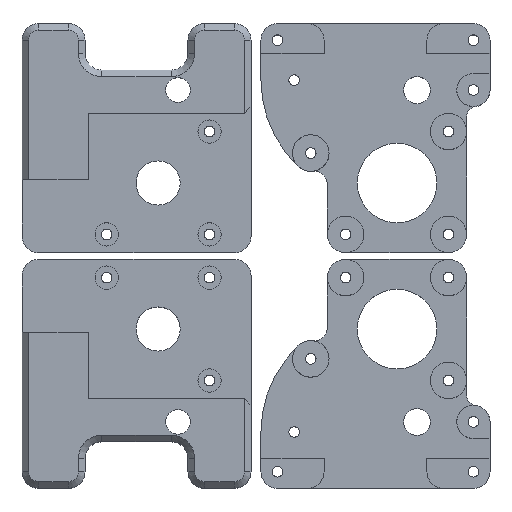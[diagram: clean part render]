
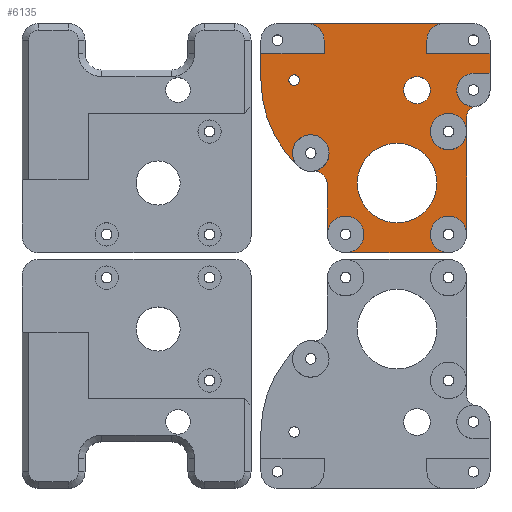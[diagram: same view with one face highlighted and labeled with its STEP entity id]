
A CAD part, top view. The second image highlights one B-rep face of the part: STEP entity #6135.
In plain terms, the highlighted face is planar.
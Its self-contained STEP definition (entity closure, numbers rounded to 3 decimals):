
#5341 = VERTEX_POINT('',#5342);
#5342 = CARTESIAN_POINT('',(83.6,17.,-3.2));
#5348 = EDGE_CURVE('',#5341,#5341,#5349,.T.);
#5349 = CIRCLE('',#5350,1.6);
#5350 = AXIS2_PLACEMENT_3D('',#5351,#5352,#5353);
#5351 = CARTESIAN_POINT('',(82.,17.,-3.2));
#5352 = DIRECTION('',(0.,0.,1.));
#5353 = DIRECTION('',(1.,0.,0.));
#5391 = VERTEX_POINT('',#5392);
#5392 = CARTESIAN_POINT('',(123.05,20.,-3.2));
#5398 = EDGE_CURVE('',#5391,#5391,#5399,.T.);
#5399 = CIRCLE('',#5400,4.05);
#5400 = AXIS2_PLACEMENT_3D('',#5401,#5402,#5403);
#5401 = CARTESIAN_POINT('',(119.,20.,-3.2));
#5402 = DIRECTION('',(0.,0.,1.));
#5403 = DIRECTION('',(1.,0.,0.));
#5516 = VERTEX_POINT('',#5517);
#5517 = CARTESIAN_POINT('',(125.,48.,-3.2));
#5523 = EDGE_CURVE('',#5516,#5516,#5524,.T.);
#5524 = CIRCLE('',#5525,12.);
#5525 = AXIS2_PLACEMENT_3D('',#5526,#5527,#5528);
#5526 = CARTESIAN_POINT('',(113.,48.,-3.2));
#5527 = DIRECTION('',(0.,0.,1.));
#5528 = DIRECTION('',(1.,0.,0.));
#5582 = VERTEX_POINT('',#5583);
#5583 = CARTESIAN_POINT('',(127.,0.,-3.2));
#5589 = EDGE_CURVE('',#5590,#5582,#5592,.T.);
#5590 = VERTEX_POINT('',#5591);
#5591 = CARTESIAN_POINT('',(86.,0.,-3.2));
#5592 = LINE('',#5593,#5594);
#5593 = CARTESIAN_POINT('',(77.,0.,-3.2));
#5594 = VECTOR('',#5595,1.);
#5595 = DIRECTION('',(1.,0.,0.));
#5688 = VERTEX_POINT('',#5689);
#5689 = CARTESIAN_POINT('',(72.,9.,-3.2));
#5695 = EDGE_CURVE('',#5688,#5696,#5698,.T.);
#5696 = VERTEX_POINT('',#5697);
#5697 = CARTESIAN_POINT('',(72.,17.,-3.2));
#5698 = LINE('',#5699,#5700);
#5699 = CARTESIAN_POINT('',(72.,5.,-3.2));
#5700 = VECTOR('',#5701,1.);
#5701 = DIRECTION('',(0.,1.,0.));
#5735 = VERTEX_POINT('',#5736);
#5736 = CARTESIAN_POINT('',(141.,15.,-3.2));
#5742 = EDGE_CURVE('',#5743,#5735,#5745,.T.);
#5743 = VERTEX_POINT('',#5744);
#5744 = CARTESIAN_POINT('',(141.,9.,-3.2));
#5745 = LINE('',#5746,#5747);
#5746 = CARTESIAN_POINT('',(141.,5.,-3.2));
#5747 = VECTOR('',#5748,1.);
#5748 = DIRECTION('',(0.,1.,0.));
#5775 = VERTEX_POINT('',#5776);
#5776 = CARTESIAN_POINT('',(83.229,43.003,-3.2));
#5782 = EDGE_CURVE('',#5775,#5696,#5783,.T.);
#5783 = CIRCLE('',#5784,35.724);
#5784 = AXIS2_PLACEMENT_3D('',#5785,#5786,#5787);
#5785 = CARTESIAN_POINT('',(107.724,17.,-3.2));
#5786 = DIRECTION('',(0.,0.,1.));
#5787 = DIRECTION('',(1.,0.,0.));
#5800 = VERTEX_POINT('',#5801);
#5801 = CARTESIAN_POINT('',(136.625,24.961,-3.2));
#5819 = VERTEX_POINT('',#5820);
#5820 = CARTESIAN_POINT('',(136.,15.,-3.2));
#5826 = EDGE_CURVE('',#5800,#5819,#5827,.T.);
#5827 = CIRCLE('',#5828,5.);
#5828 = AXIS2_PLACEMENT_3D('',#5829,#5830,#5831);
#5829 = CARTESIAN_POINT('',(136.,20.,-3.2));
#5830 = DIRECTION('',(0.,0.,1.));
#5831 = DIRECTION('',(1.,0.,0.));
#5844 = VERTEX_POINT('',#5845);
#5845 = CARTESIAN_POINT('',(87.579,44.469,-3.2));
#5851 = EDGE_CURVE('',#5852,#5844,#5854,.T.);
#5852 = VERTEX_POINT('',#5853);
#5853 = CARTESIAN_POINT('',(92.5,39.,-3.2));
#5854 = CIRCLE('',#5855,5.5);
#5855 = AXIS2_PLACEMENT_3D('',#5856,#5857,#5858);
#5856 = CARTESIAN_POINT('',(87.,39.,-3.2));
#5857 = DIRECTION('',(0.,0.,1.));
#5858 = DIRECTION('',(1.,0.,0.));
#5875 = EDGE_CURVE('',#5775,#5852,#5876,.T.);
#5876 = CIRCLE('',#5877,5.5);
#5877 = AXIS2_PLACEMENT_3D('',#5878,#5879,#5880);
#5878 = CARTESIAN_POINT('',(87.,39.,-3.2));
#5879 = DIRECTION('',(0.,0.,1.));
#5880 = DIRECTION('',(1.,0.,0.));
#5891 = VERTEX_POINT('',#5892);
#5892 = CARTESIAN_POINT('',(134.,27.937,-3.2));
#5898 = EDGE_CURVE('',#5891,#5800,#5899,.T.);
#5899 = CIRCLE('',#5900,3.);
#5900 = AXIS2_PLACEMENT_3D('',#5901,#5902,#5903);
#5901 = CARTESIAN_POINT('',(137.,27.937,-3.2));
#5902 = DIRECTION('',(0.,0.,1.));
#5903 = DIRECTION('',(1.,0.,0.));
#5916 = EDGE_CURVE('',#5844,#5917,#5919,.T.);
#5917 = VERTEX_POINT('',#5918);
#5918 = CARTESIAN_POINT('',(92.,48.447,-3.2));
#5919 = CIRCLE('',#5920,4.);
#5920 = AXIS2_PLACEMENT_3D('',#5921,#5922,#5923);
#5921 = CARTESIAN_POINT('',(88.,48.447,-3.2));
#5922 = DIRECTION('',(0.,0.,1.));
#5923 = DIRECTION('',(1.,0.,0.));
#5941 = EDGE_CURVE('',#5891,#5942,#5944,.T.);
#5942 = VERTEX_POINT('',#5943);
#5943 = CARTESIAN_POINT('',(134.,32.5,-3.2));
#5944 = LINE('',#5945,#5946);
#5945 = CARTESIAN_POINT('',(134.,27.937,-3.2));
#5946 = VECTOR('',#5947,1.);
#5947 = DIRECTION('',(0.,1.,0.));
#5949 = EDGE_CURVE('',#5942,#5950,#5952,.T.);
#5950 = VERTEX_POINT('',#5951);
#5951 = CARTESIAN_POINT('',(134.,63.5,-3.2));
#5952 = LINE('',#5953,#5954);
#5953 = CARTESIAN_POINT('',(134.,27.937,-3.2));
#5954 = VECTOR('',#5955,1.);
#5955 = DIRECTION('',(0.,1.,0.));
#5973 = EDGE_CURVE('',#5917,#5974,#5976,.T.);
#5974 = VERTEX_POINT('',#5975);
#5975 = CARTESIAN_POINT('',(92.,63.5,-3.2));
#5976 = LINE('',#5977,#5978);
#5977 = CARTESIAN_POINT('',(92.,48.447,-3.2));
#5978 = VECTOR('',#5979,1.);
#5979 = DIRECTION('',(0.,1.,0.));
#5997 = VERTEX_POINT('',#5998);
#5998 = CARTESIAN_POINT('',(128.5,69.,-3.2));
#6021 = EDGE_CURVE('',#5997,#5950,#6022,.T.);
#6022 = CIRCLE('',#6023,5.5);
#6023 = AXIS2_PLACEMENT_3D('',#6024,#6025,#6026);
#6024 = CARTESIAN_POINT('',(128.5,63.5,-3.2));
#6025 = DIRECTION('',(0.,0.,1.));
#6026 = DIRECTION('',(1.,0.,0.));
#6039 = VERTEX_POINT('',#6040);
#6040 = CARTESIAN_POINT('',(97.5,69.,-3.2));
#6046 = EDGE_CURVE('',#6047,#6039,#6049,.T.);
#6047 = VERTEX_POINT('',#6048);
#6048 = CARTESIAN_POINT('',(103.,63.5,-3.2));
#6049 = CIRCLE('',#6050,5.5);
#6050 = AXIS2_PLACEMENT_3D('',#6051,#6052,#6053);
#6051 = CARTESIAN_POINT('',(97.5,63.5,-3.2));
#6052 = DIRECTION('',(0.,0.,1.));
#6053 = DIRECTION('',(1.,0.,0.));
#6070 = EDGE_CURVE('',#5974,#6047,#6071,.T.);
#6071 = CIRCLE('',#6072,5.5);
#6072 = AXIS2_PLACEMENT_3D('',#6073,#6074,#6075);
#6073 = CARTESIAN_POINT('',(97.5,63.5,-3.2));
#6074 = DIRECTION('',(0.,0.,1.));
#6075 = DIRECTION('',(1.,0.,0.));
#6086 = EDGE_CURVE('',#6039,#5997,#6087,.T.);
#6087 = LINE('',#6088,#6089);
#6088 = CARTESIAN_POINT('',(97.5,69.,-3.2));
#6089 = VECTOR('',#6090,1.);
#6090 = DIRECTION('',(1.,0.,0.));
#6135 = ADVANCED_FACE('',(#6136,#6206,#6209,#6212,#6221),#6224,.T.);
#6136 = FACE_BOUND('',#6137,.F.);
#6137 = EDGE_LOOP('',(#6138,#6139,#6147,#6155,#6162,#6163,#6172,#6180,
    #6186,#6187,#6193,#6194,#6195,#6196,#6197,#6198,#6199,#6200,#6201,
    #6202,#6203,#6204,#6205));
#6138 = ORIENTED_EDGE('',*,*,#5695,.F.);
#6139 = ORIENTED_EDGE('',*,*,#6140,.T.);
#6140 = EDGE_CURVE('',#5688,#6141,#6143,.T.);
#6141 = VERTEX_POINT('',#6142);
#6142 = CARTESIAN_POINT('',(91.,9.,-3.2));
#6143 = LINE('',#6144,#6145);
#6144 = CARTESIAN_POINT('',(72.,9.,-3.2));
#6145 = VECTOR('',#6146,1.);
#6146 = DIRECTION('',(1.,0.,0.));
#6147 = ORIENTED_EDGE('',*,*,#6148,.F.);
#6148 = EDGE_CURVE('',#6149,#6141,#6151,.T.);
#6149 = VERTEX_POINT('',#6150);
#6150 = CARTESIAN_POINT('',(91.,5.,-3.2));
#6151 = LINE('',#6152,#6153);
#6152 = CARTESIAN_POINT('',(91.,5.,-3.2));
#6153 = VECTOR('',#6154,1.);
#6154 = DIRECTION('',(0.,1.,0.));
#6155 = ORIENTED_EDGE('',*,*,#6156,.F.);
#6156 = EDGE_CURVE('',#5590,#6149,#6157,.T.);
#6157 = CIRCLE('',#6158,5.);
#6158 = AXIS2_PLACEMENT_3D('',#6159,#6160,#6161);
#6159 = CARTESIAN_POINT('',(86.,5.,-3.2));
#6160 = DIRECTION('',(0.,0.,1.));
#6161 = DIRECTION('',(1.,0.,0.));
#6162 = ORIENTED_EDGE('',*,*,#5589,.T.);
#6163 = ORIENTED_EDGE('',*,*,#6164,.F.);
#6164 = EDGE_CURVE('',#6165,#5582,#6167,.T.);
#6165 = VERTEX_POINT('',#6166);
#6166 = CARTESIAN_POINT('',(122.,5.,-3.2));
#6167 = CIRCLE('',#6168,5.);
#6168 = AXIS2_PLACEMENT_3D('',#6169,#6170,#6171);
#6169 = CARTESIAN_POINT('',(127.,5.,-3.2));
#6170 = DIRECTION('',(0.,0.,1.));
#6171 = DIRECTION('',(1.,0.,0.));
#6172 = ORIENTED_EDGE('',*,*,#6173,.F.);
#6173 = EDGE_CURVE('',#6174,#6165,#6176,.T.);
#6174 = VERTEX_POINT('',#6175);
#6175 = CARTESIAN_POINT('',(122.,9.,-3.2));
#6176 = LINE('',#6177,#6178);
#6177 = CARTESIAN_POINT('',(122.,9.,-3.2));
#6178 = VECTOR('',#6179,1.);
#6179 = DIRECTION('',(-0.,-1.,-0.));
#6180 = ORIENTED_EDGE('',*,*,#6181,.F.);
#6181 = EDGE_CURVE('',#5743,#6174,#6182,.T.);
#6182 = LINE('',#6183,#6184);
#6183 = CARTESIAN_POINT('',(141.,9.,-3.2));
#6184 = VECTOR('',#6185,1.);
#6185 = DIRECTION('',(-1.,-0.,-0.));
#6186 = ORIENTED_EDGE('',*,*,#5742,.T.);
#6187 = ORIENTED_EDGE('',*,*,#6188,.F.);
#6188 = EDGE_CURVE('',#5819,#5735,#6189,.T.);
#6189 = LINE('',#6190,#6191);
#6190 = CARTESIAN_POINT('',(136.,15.,-3.2));
#6191 = VECTOR('',#6192,1.);
#6192 = DIRECTION('',(1.,0.,0.));
#6193 = ORIENTED_EDGE('',*,*,#5826,.F.);
#6194 = ORIENTED_EDGE('',*,*,#5898,.F.);
#6195 = ORIENTED_EDGE('',*,*,#5941,.T.);
#6196 = ORIENTED_EDGE('',*,*,#5949,.T.);
#6197 = ORIENTED_EDGE('',*,*,#6021,.F.);
#6198 = ORIENTED_EDGE('',*,*,#6086,.F.);
#6199 = ORIENTED_EDGE('',*,*,#6046,.F.);
#6200 = ORIENTED_EDGE('',*,*,#6070,.F.);
#6201 = ORIENTED_EDGE('',*,*,#5973,.F.);
#6202 = ORIENTED_EDGE('',*,*,#5916,.F.);
#6203 = ORIENTED_EDGE('',*,*,#5851,.F.);
#6204 = ORIENTED_EDGE('',*,*,#5875,.F.);
#6205 = ORIENTED_EDGE('',*,*,#5782,.T.);
#6206 = FACE_BOUND('',#6207,.F.);
#6207 = EDGE_LOOP('',(#6208));
#6208 = ORIENTED_EDGE('',*,*,#5348,.F.);
#6209 = FACE_BOUND('',#6210,.F.);
#6210 = EDGE_LOOP('',(#6211));
#6211 = ORIENTED_EDGE('',*,*,#5398,.F.);
#6212 = FACE_BOUND('',#6213,.F.);
#6213 = EDGE_LOOP('',(#6214));
#6214 = ORIENTED_EDGE('',*,*,#6215,.F.);
#6215 = EDGE_CURVE('',#5942,#5942,#6216,.T.);
#6216 = CIRCLE('',#6217,5.5);
#6217 = AXIS2_PLACEMENT_3D('',#6218,#6219,#6220);
#6218 = CARTESIAN_POINT('',(128.5,32.5,-3.2));
#6219 = DIRECTION('',(0.,0.,1.));
#6220 = DIRECTION('',(1.,0.,0.));
#6221 = FACE_BOUND('',#6222,.F.);
#6222 = EDGE_LOOP('',(#6223));
#6223 = ORIENTED_EDGE('',*,*,#5523,.F.);
#6224 = PLANE('',#6225);
#6225 = AXIS2_PLACEMENT_3D('',#6226,#6227,#6228);
#6226 = CARTESIAN_POINT('',(109.135,32.97,-3.2));
#6227 = DIRECTION('',(-0.,-0.,-1.));
#6228 = DIRECTION('',(-1.,0.,0.));
